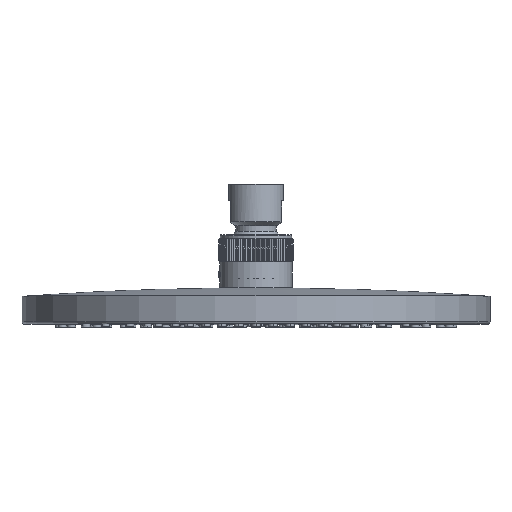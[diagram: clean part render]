
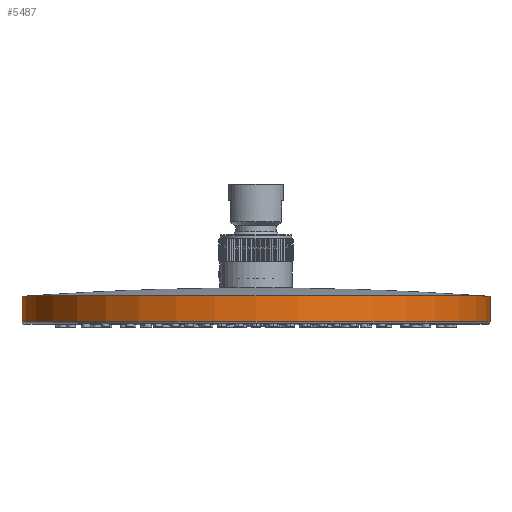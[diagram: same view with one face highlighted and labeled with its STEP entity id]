
A CAD part, top view. The second image highlights one B-rep face of the part: STEP entity #5487.
In plain terms, the highlighted cylindrical face has radius 100 mm (diameter 200 mm), a partial arc.
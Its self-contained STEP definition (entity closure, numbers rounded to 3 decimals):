
#1292=DIRECTION('',(0.,1.,0.));
#1293=VECTOR('',#1292,11.);
#1294=CARTESIAN_POINT('',(100.,1.,0.));
#1295=LINE('',#1294,#1293);
#1296=DIRECTION('',(0.,1.,0.));
#1297=VECTOR('',#1296,11.);
#1298=CARTESIAN_POINT('',(-100.,1.,0.));
#1299=LINE('',#1298,#1297);
#1300=CARTESIAN_POINT('',(0.,1.,0.));
#1301=DIRECTION('',(0.,1.,0.));
#1302=DIRECTION('',(-1.,0.,0.));
#1303=AXIS2_PLACEMENT_3D('',#1300,#1301,#1302);
#1315=CARTESIAN_POINT('',(0.,12.,0.));
#1316=DIRECTION('',(0.,-1.,0.));
#1317=DIRECTION('',(1.,0.,0.));
#1318=AXIS2_PLACEMENT_3D('',#1315,#1316,#1317);
#3634=CARTESIAN_POINT('',(100.,12.,0.));
#3635=CARTESIAN_POINT('',(-100.,12.,0.));
#3636=VERTEX_POINT('',#3634);
#3637=VERTEX_POINT('',#3635);
#3646=CARTESIAN_POINT('',(100.,1.,0.));
#3647=CARTESIAN_POINT('',(-100.,1.,0.));
#3648=VERTEX_POINT('',#3646);
#3649=VERTEX_POINT('',#3647);
#5474=CARTESIAN_POINT('',(0.,12.6,0.));
#5475=DIRECTION('',(0.,-1.,0.));
#5476=DIRECTION('',(-1.,0.,0.));
#5477=AXIS2_PLACEMENT_3D('',#5474,#5475,#5476);
#5478=CYLINDRICAL_SURFACE('',#5477,100.);
#5480=ORIENTED_EDGE('',*,*,#5479,.F.);
#5481=ORIENTED_EDGE('',*,*,#5469,.T.);
#5483=ORIENTED_EDGE('',*,*,#5482,.F.);
#5484=ORIENTED_EDGE('',*,*,#5465,.F.);
#5485=EDGE_LOOP('',(#5480,#5481,#5483,#5484));
#5486=FACE_OUTER_BOUND('',#5485,.F.);
#1304=CIRCLE('',#1303,100.);
#1319=CIRCLE('',#1318,100.);
#5465=EDGE_CURVE('',#3648,#3636,#1295,.T.);
#5469=EDGE_CURVE('',#3649,#3637,#1299,.T.);
#5479=EDGE_CURVE('',#3649,#3648,#1304,.T.);
#5482=EDGE_CURVE('',#3636,#3637,#1319,.T.);
#5487=ADVANCED_FACE('',(#5486),#5478,.T.);
